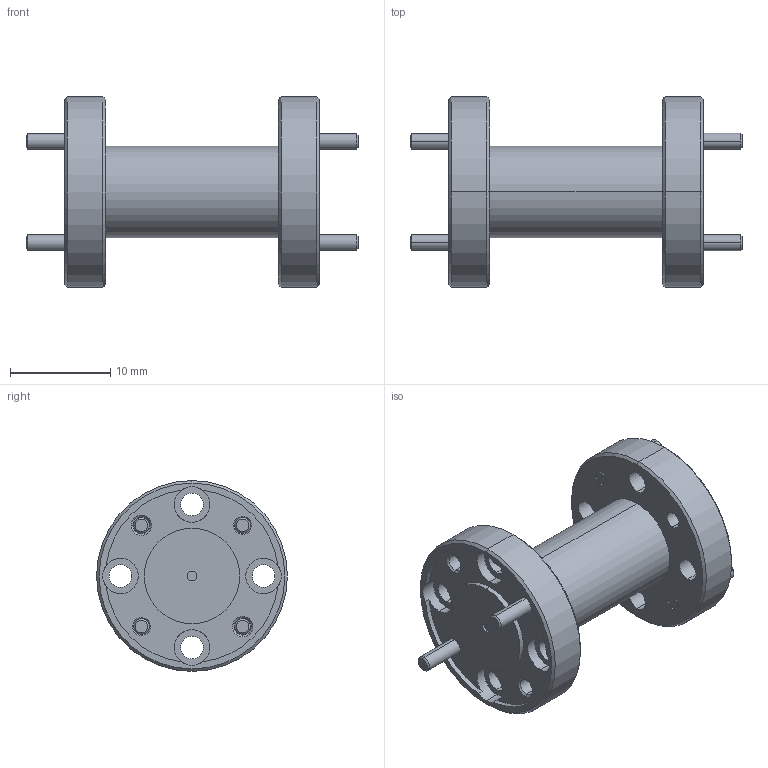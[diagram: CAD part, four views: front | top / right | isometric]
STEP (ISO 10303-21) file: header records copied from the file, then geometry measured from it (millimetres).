
FILE_DESCRIPTION (( 'STEP AP214' ), '1' );
FILE_NAME ('WG-F03-039-A-L, Defetured, 1 inch.STEP', '2024-01-27T00:34:01', ( '' ), ( '' ), 'SwSTEP 2.0', 'SolidWorks 2021', '' );
FILE_SCHEMA (( 'AUTOMOTIVE_DESIGN' ));
Length unit declared in the file: inch
Products named in the file (1): WG-F03-039-A-L, Defetured, 1 inch
Bounding box: 33.15 x 19.05 x 19.05 mm (x, y, z)
Volume: 3115.6 mm3; surface area: 2493.4 mm2
Topology: 5 solids, 5 shells, 144 faces, 338 edges, 212 vertices
Faces by surface type: cylinder 78, cone 40, plane 26
Entity records: 5824 total; most frequent: DIRECTION 840, CARTESIAN_POINT 695, ORIENTED_EDGE 676, AXIS2_PLACEMENT_3D 357, EDGE_CURVE 338, VERTEX_POINT 212, CIRCLE 212, EDGE_LOOP 184
